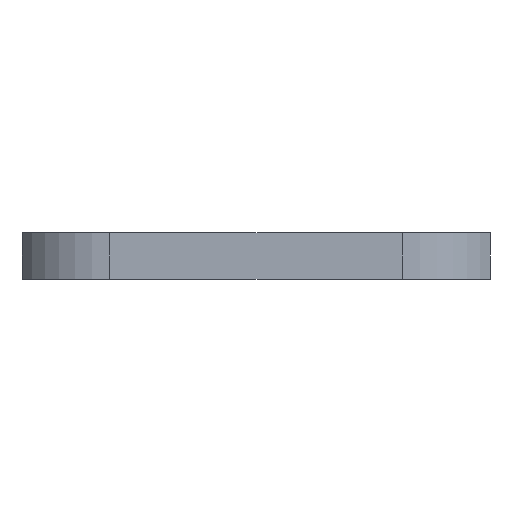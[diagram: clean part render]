
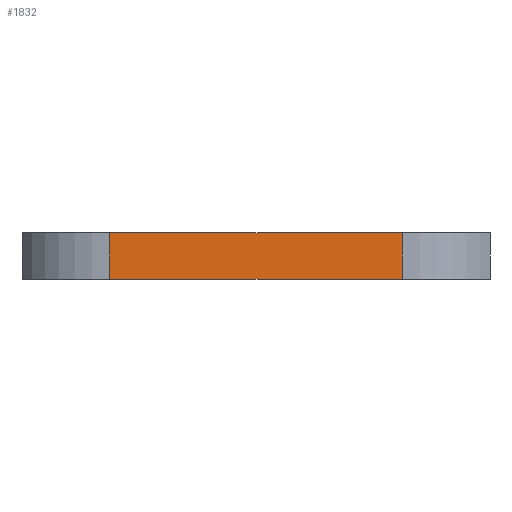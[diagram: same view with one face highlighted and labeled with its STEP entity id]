
A CAD part, left-side view. The second image highlights one B-rep face of the part: STEP entity #1832.
In plain terms, the highlighted planar face has unit normal (-1, 0, 0).
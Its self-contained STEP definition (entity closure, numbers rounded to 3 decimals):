
#83 = PLANE('',#84);
#84 = AXIS2_PLACEMENT_3D('',#85,#86,#87);
#85 = CARTESIAN_POINT('',(124.614,-116.,1.6));
#86 = DIRECTION('',(-0.,-0.,-1.));
#87 = DIRECTION('',(-1.,0.,0.));
#137 = PLANE('',#138);
#138 = AXIS2_PLACEMENT_3D('',#139,#140,#141);
#139 = CARTESIAN_POINT('',(124.614,-116.,0.));
#140 = DIRECTION('',(-0.,-0.,-1.));
#141 = DIRECTION('',(-1.,0.,0.));
#363 = VERTEX_POINT('',#364);
#364 = CARTESIAN_POINT('',(105.,-121.,0.));
#383 = CYLINDRICAL_SURFACE('',#384,3.46);
#384 = AXIS2_PLACEMENT_3D('',#385,#386,#387);
#385 = CARTESIAN_POINT('',(108.46,-121.,0.));
#386 = DIRECTION('',(-0.,-0.,-1.));
#387 = DIRECTION('',(1.,0.,-0.));
#395 = EDGE_CURVE('',#363,#396,#398,.T.);
#396 = VERTEX_POINT('',#397);
#397 = CARTESIAN_POINT('',(105.,-111.,0.));
#398 = SURFACE_CURVE('',#399,(#403,#410),.PCURVE_S1.);
#399 = LINE('',#400,#401);
#400 = CARTESIAN_POINT('',(105.,-121.,0.));
#401 = VECTOR('',#402,1.);
#402 = DIRECTION('',(0.,1.,0.));
#403 = PCURVE('',#137,#404);
#404 = DEFINITIONAL_REPRESENTATION('',(#405),#409);
#405 = LINE('',#406,#407);
#406 = CARTESIAN_POINT('',(19.614,-5.));
#407 = VECTOR('',#408,1.);
#408 = DIRECTION('',(0.,1.));
#409 = ( GEOMETRIC_REPRESENTATION_CONTEXT(2) 
PARAMETRIC_REPRESENTATION_CONTEXT() REPRESENTATION_CONTEXT('2D SPACE',''
  ) );
#410 = PCURVE('',#411,#416);
#411 = PLANE('',#412);
#412 = AXIS2_PLACEMENT_3D('',#413,#414,#415);
#413 = CARTESIAN_POINT('',(105.,-121.,0.));
#414 = DIRECTION('',(-1.,0.,0.));
#415 = DIRECTION('',(0.,1.,0.));
#416 = DEFINITIONAL_REPRESENTATION('',(#417),#421);
#417 = LINE('',#418,#419);
#418 = CARTESIAN_POINT('',(0.,0.));
#419 = VECTOR('',#420,1.);
#420 = DIRECTION('',(1.,0.));
#421 = ( GEOMETRIC_REPRESENTATION_CONTEXT(2) 
PARAMETRIC_REPRESENTATION_CONTEXT() REPRESENTATION_CONTEXT('2D SPACE',''
  ) );
#444 = CYLINDRICAL_SURFACE('',#445,3.46);
#445 = AXIS2_PLACEMENT_3D('',#446,#447,#448);
#446 = CARTESIAN_POINT('',(108.46,-111.,0.));
#447 = DIRECTION('',(-0.,-0.,-1.));
#448 = DIRECTION('',(1.,0.,-0.));
#1093 = VERTEX_POINT('',#1094);
#1094 = CARTESIAN_POINT('',(105.,-121.,1.6));
#1120 = EDGE_CURVE('',#1093,#1121,#1123,.T.);
#1121 = VERTEX_POINT('',#1122);
#1122 = CARTESIAN_POINT('',(105.,-111.,1.6));
#1123 = SURFACE_CURVE('',#1124,(#1128,#1135),.PCURVE_S1.);
#1124 = LINE('',#1125,#1126);
#1125 = CARTESIAN_POINT('',(105.,-121.,1.6));
#1126 = VECTOR('',#1127,1.);
#1127 = DIRECTION('',(0.,1.,0.));
#1128 = PCURVE('',#83,#1129);
#1129 = DEFINITIONAL_REPRESENTATION('',(#1130),#1134);
#1130 = LINE('',#1131,#1132);
#1131 = CARTESIAN_POINT('',(19.614,-5.));
#1132 = VECTOR('',#1133,1.);
#1133 = DIRECTION('',(0.,1.));
#1134 = ( GEOMETRIC_REPRESENTATION_CONTEXT(2) 
PARAMETRIC_REPRESENTATION_CONTEXT() REPRESENTATION_CONTEXT('2D SPACE',''
  ) );
#1135 = PCURVE('',#411,#1136);
#1136 = DEFINITIONAL_REPRESENTATION('',(#1137),#1141);
#1137 = LINE('',#1138,#1139);
#1138 = CARTESIAN_POINT('',(0.,-1.6));
#1139 = VECTOR('',#1140,1.);
#1140 = DIRECTION('',(1.,0.));
#1141 = ( GEOMETRIC_REPRESENTATION_CONTEXT(2) 
PARAMETRIC_REPRESENTATION_CONTEXT() REPRESENTATION_CONTEXT('2D SPACE',''
  ) );
#1784 = EDGE_CURVE('',#396,#1121,#1785,.T.);
#1785 = SURFACE_CURVE('',#1786,(#1790,#1797),.PCURVE_S1.);
#1786 = LINE('',#1787,#1788);
#1787 = CARTESIAN_POINT('',(105.,-111.,0.));
#1788 = VECTOR('',#1789,1.);
#1789 = DIRECTION('',(0.,0.,1.));
#1790 = PCURVE('',#444,#1791);
#1791 = DEFINITIONAL_REPRESENTATION('',(#1792),#1796);
#1792 = LINE('',#1793,#1794);
#1793 = CARTESIAN_POINT('',(-3.142,0.));
#1794 = VECTOR('',#1795,1.);
#1795 = DIRECTION('',(-0.,-1.));
#1796 = ( GEOMETRIC_REPRESENTATION_CONTEXT(2) 
PARAMETRIC_REPRESENTATION_CONTEXT() REPRESENTATION_CONTEXT('2D SPACE',''
  ) );
#1797 = PCURVE('',#411,#1798);
#1798 = DEFINITIONAL_REPRESENTATION('',(#1799),#1803);
#1799 = LINE('',#1800,#1801);
#1800 = CARTESIAN_POINT('',(10.,0.));
#1801 = VECTOR('',#1802,1.);
#1802 = DIRECTION('',(0.,-1.));
#1803 = ( GEOMETRIC_REPRESENTATION_CONTEXT(2) 
PARAMETRIC_REPRESENTATION_CONTEXT() REPRESENTATION_CONTEXT('2D SPACE',''
  ) );
#1809 = EDGE_CURVE('',#363,#1093,#1810,.T.);
#1810 = SURFACE_CURVE('',#1811,(#1815,#1822),.PCURVE_S1.);
#1811 = LINE('',#1812,#1813);
#1812 = CARTESIAN_POINT('',(105.,-121.,0.));
#1813 = VECTOR('',#1814,1.);
#1814 = DIRECTION('',(0.,0.,1.));
#1815 = PCURVE('',#383,#1816);
#1816 = DEFINITIONAL_REPRESENTATION('',(#1817),#1821);
#1817 = LINE('',#1818,#1819);
#1818 = CARTESIAN_POINT('',(-3.142,0.));
#1819 = VECTOR('',#1820,1.);
#1820 = DIRECTION('',(-0.,-1.));
#1821 = ( GEOMETRIC_REPRESENTATION_CONTEXT(2) 
PARAMETRIC_REPRESENTATION_CONTEXT() REPRESENTATION_CONTEXT('2D SPACE',''
  ) );
#1822 = PCURVE('',#411,#1823);
#1823 = DEFINITIONAL_REPRESENTATION('',(#1824),#1828);
#1824 = LINE('',#1825,#1826);
#1825 = CARTESIAN_POINT('',(0.,0.));
#1826 = VECTOR('',#1827,1.);
#1827 = DIRECTION('',(0.,-1.));
#1828 = ( GEOMETRIC_REPRESENTATION_CONTEXT(2) 
PARAMETRIC_REPRESENTATION_CONTEXT() REPRESENTATION_CONTEXT('2D SPACE',''
  ) );
#1832 = ADVANCED_FACE('',(#1833),#411,.T.);
#1833 = FACE_BOUND('',#1834,.T.);
#1834 = EDGE_LOOP('',(#1835,#1836,#1837,#1838));
#1835 = ORIENTED_EDGE('',*,*,#1809,.T.);
#1836 = ORIENTED_EDGE('',*,*,#1120,.T.);
#1837 = ORIENTED_EDGE('',*,*,#1784,.F.);
#1838 = ORIENTED_EDGE('',*,*,#395,.F.);
